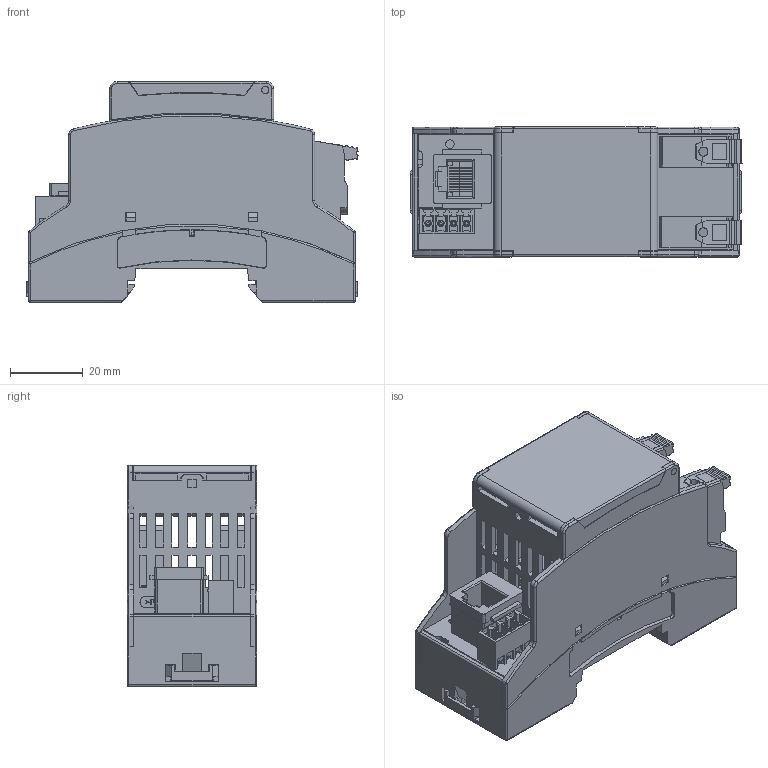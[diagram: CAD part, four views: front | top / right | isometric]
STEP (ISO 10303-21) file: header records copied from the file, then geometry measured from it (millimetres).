
FILE_DESCRIPTION (( 'STEP AP203' ), '1' );
FILE_NAME ('EV1000.STEP', '2021-03-30T23:49:36', ( '' ), ( '' ), 'SwSTEP 2.0', 'SolidWorks 2018', '' );
FILE_SCHEMA (( 'CONFIG_CONTROL_DESIGN' ));
Length unit declared in the file: millimetre
Products named in the file (45): SOT23-3.step; COMPOUND-3.step; ti-sot23-5.step; SOT143B.step; COMPOUND-14.step; pxc_2896254_03_BC-35-6-UT-HBUS-BK_3D.stp; COMPOUND-7.step; Fussriegel_14.4_L30_Sperr_H.Select.stp; murata-dlw31sh222sq2l.step; L_0805_2012Metric.step; EV1000; COMPOUND.step; SOLID-4.step; COMPOUND-13.step; COMPOUND-6.step; COMPOUND-8.step; SOLID-11.step; BC_35.6_DKL_R__TecDoc_00367140.stp; C_1210.step; SOT25.step; COMPOUND-12.step; SOLID-10.step; ti-msop8.step; pxc_2896157_03_BC-35-6-DKL-R-KMGY_3D.stp; COMPOUND-1.step; SOD123.step; COMPOUND-5.step; SOLID.step; pxc_2896047_01_BC-35-6-OT-U22-KMGY_3D; R_0603.step; COMPOUND-15.step; pxc_2896047_01_BC-35-6-OT-U22-KMGY_3D.stp; phoenix-1792096.step; ti-soic8-7.5mm.step; COMPOUND-9.step; BC_35.6_GEH-UT_HBUS_H.Select.stp; SOLID-0.step; BC_35.6_GEH-OT_U22_H.Select.stp; wuerth-691321100004.step; wuerth-750313734.step ...
Assembly tree (60 placements, depth 4):
  EV1000
    hv-sensor.step
      R_0603.step  x8
        SOLID.step
      SOT143B.step
        COMPOUND.step
      L_0805_2012Metric.step  x2
        SOLID-0.step
      wuerth-691321100004.step
        COMPOUND-1.step
      murata-dlw31sh222sq2l.step
        COMPOUND-3.step
      wuerth-750313734.step
        SOLID-4.step
      ti-soic8-7.5mm.step
        COMPOUND-5.step
      C_1210.step  x2
        COMPOUND-6.step
      6ST1.step
        COMPOUND-7.step
      ti-sot23-5.step  x4
        COMPOUND-8.step
      SOT25.step  x2
        COMPOUND-9.step
      SOT23-3.step
        SOLID-10.step
      SOD123.step  x2
        SOLID-11.step
      phoenix-1792096.step  x2
        COMPOUND-12.step
      ti-msop8.step
        COMPOUND-13.step
      molex-0428786216.step
        COMPOUND-14.step
      COMPOUND-15.step
    pxc_2896047_01_BC-35-6-OT-U22-KMGY_3D
      pxc_2896047_01_BC-35-6-OT-U22-KMGY_3D.stp
        BC_35.6_GEH-OT_U22_H.Select.stp
    pxc_2896254_03_BC-35-6-UT-HBUS-BK_3D
      pxc_2896254_03_BC-35-6-UT-HBUS-BK_3D.stp
        BC_35.6_GEH-UT_HBUS_H.Select.stp
        Fussriegel_14.4_L30_Sperr_H.Select.stp  x2
    pxc_2896157_03_BC-35-6-DKL-R-KMGY_3D
      pxc_2896157_03_BC-35-6-DKL-R-KMGY_3D.stp
        BC_35.6_DKL_R__TecDoc_00367140.stp
Bounding box: 91.16 x 35.6 x 60.7 mm (x, y, z)
Volume: 47572.5 mm3; surface area: 61759.5 mm2
Topology: 132 solids, 138 shells, 4467 faces, 11937 edges, 7696 vertices
Faces by surface type: plane 3067, cylinder 998, torus 188, bspline 133, sphere 60, cone 21
Entity records: 132778 total; most frequent: CARTESIAN_POINT 40068, ORIENTED_EDGE 19124, DIRECTION 16583, EDGE_CURVE 9570, VECTOR 6473, LINE 6473, VERTEX_POINT 6180, AXIS2_PLACEMENT_3D 5055
